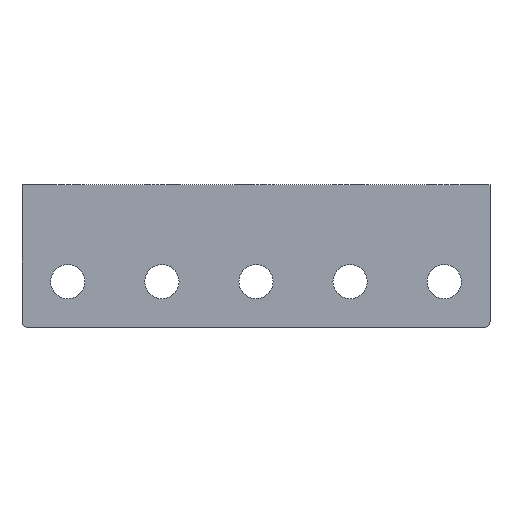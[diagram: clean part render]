
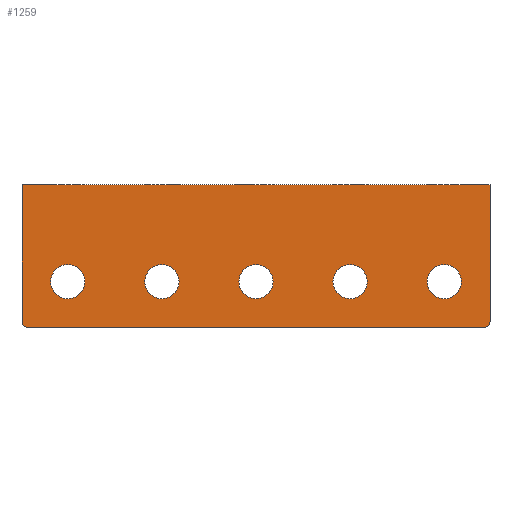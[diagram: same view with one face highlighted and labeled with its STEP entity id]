
A CAD part, left-side view. The second image highlights one B-rep face of the part: STEP entity #1259.
In plain terms, the highlighted planar face has unit normal (-1, 0, 0).
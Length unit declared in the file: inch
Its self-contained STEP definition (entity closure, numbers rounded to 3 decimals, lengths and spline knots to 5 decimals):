
#2 = VERTEX_POINT ( 'NONE', #666 ) ;
#4 = VERTEX_POINT ( 'NONE', #590 ) ;
#10 = VERTEX_POINT ( 'NONE', #717 ) ;
#17 = ORIENTED_EDGE ( 'NONE', *, *, #712, .T. ) ;
#37 = VERTEX_POINT ( 'NONE', #635 ) ;
#58 = CIRCLE ( 'NONE', #399, 0.07 ) ;
#75 = ORIENTED_EDGE ( 'NONE', *, *, #1383, .T. ) ;
#79 = EDGE_LOOP ( 'NONE', ( #870, #1049 ) ) ;
#84 = VERTEX_POINT ( 'NONE', #1366 ) ;
#93 = EDGE_CURVE ( 'NONE', #1175, #10, #606, .T. ) ;
#107 = EDGE_CURVE ( 'NONE', #4, #320, #963, .T. ) ;
#116 = AXIS2_PLACEMENT_3D ( 'NONE', #665, #663, #658 ) ;
#125 = EDGE_CURVE ( 'NONE', #756, #37, #1608, .T. ) ;
#138 = FACE_BOUND ( 'NONE', #248, .T. ) ;
#152 = CARTESIAN_POINT ( 'NONE',  ( -0.185, 0.1875, -0.2675 ) ) ;
#160 = VERTEX_POINT ( 'NONE', #1258 ) ;
#175 = FACE_OUTER_BOUND ( 'NONE', #1137, .T. ) ;
#204 = ORIENTED_EDGE ( 'NONE', *, *, #1593, .T. ) ;
#226 = VERTEX_POINT ( 'NONE', #1206 ) ;
#248 = EDGE_LOOP ( 'NONE', ( #365, #1595 ) ) ;
#284 = EDGE_CURVE ( 'NONE', #160, #2, #552, .T. ) ;
#318 = ORIENTED_EDGE ( 'NONE', *, *, #403, .T. ) ;
#320 = VERTEX_POINT ( 'NONE', #1122 ) ;
#324 = DIRECTION ( 'NONE',  ( 0., 0., 1. ) ) ;
#339 = CARTESIAN_POINT ( 'NONE',  ( -0.185, 0., 0.06 ) ) ;
#350 = AXIS2_PLACEMENT_3D ( 'NONE', #1565, #1562, #1556 ) ;
#365 = ORIENTED_EDGE ( 'NONE', *, *, #1354, .T. ) ;
#399 = AXIS2_PLACEMENT_3D ( 'NONE', #1432, #1425, #1420 ) ;
#403 = EDGE_CURVE ( 'NONE', #84, #756, #428, .T. ) ;
#421 = AXIS2_PLACEMENT_3D ( 'NONE', #1136, #1133, #1130 ) ;
#428 = LINE ( 'NONE', #1059, #1410 ) ;
#436 = ORIENTED_EDGE ( 'NONE', *, *, #125, .T. ) ;
#441 = FACE_BOUND ( 'NONE', #571, .T. ) ;
#474 = VECTOR ( 'NONE', #713, 39.37008 ) ;
#483 = AXIS2_PLACEMENT_3D ( 'NONE', #1402, #1397, #1395 ) ;
#494 = CIRCLE ( 'NONE', #582, 0.07 ) ;
#507 = AXIS2_PLACEMENT_3D ( 'NONE', #1285, #1277, #1272 ) ;
#538 = AXIS2_PLACEMENT_3D ( 'NONE', #1365, #1360, #1357 ) ;
#543 = AXIS2_PLACEMENT_3D ( 'NONE', #1304, #1300, #1297 ) ;
#552 = CIRCLE ( 'NONE', #421, 0.07 ) ;
#555 = AXIS2_PLACEMENT_3D ( 'NONE', #1341, #1338, #1336 ) ;
#571 = EDGE_LOOP ( 'NONE', ( #1512, #1619 ) ) ;
#581 = VERTEX_POINT ( 'NONE', #862 ) ;
#582 = AXIS2_PLACEMENT_3D ( 'NONE', #1308, #1305, #1303 ) ;
#590 = CARTESIAN_POINT ( 'NONE',  ( -0.185, 0.5725, -0.4075 ) ) ;
#600 = CIRCLE ( 'NONE', #483, 0.025 ) ;
#606 = CIRCLE ( 'NONE', #555, 0.07 ) ;
#621 = CARTESIAN_POINT ( 'NONE',  ( -0.185, 0.025, -0.525 ) ) ;
#624 = LINE ( 'NONE', #1116, #970 ) ;
#635 = CARTESIAN_POINT ( 'NONE',  ( -0.185, 0., -0.5 ) ) ;
#639 = AXIS2_PLACEMENT_3D ( 'NONE', #1262, #1260, #1257 ) ;
#645 = DIRECTION ( 'NONE',  ( 0., 0., -1. ) ) ;
#653 = DIRECTION ( 'NONE',  ( 1., 0., 0. ) ) ;
#658 = DIRECTION ( 'NONE',  ( 0., 0., -1. ) ) ;
#662 = CARTESIAN_POINT ( 'NONE',  ( -0.185, 0.9575, -0.3375 ) ) ;
#663 = DIRECTION ( 'NONE',  ( 1., 0., 0. ) ) ;
#665 = CARTESIAN_POINT ( 'NONE',  ( -0.185, 1.3425, -0.3375 ) ) ;
#666 = CARTESIAN_POINT ( 'NONE',  ( -0.185, 1.3425, -0.2675 ) ) ;
#667 = DIRECTION ( 'NONE',  ( 0., 0., -1. ) ) ;
#671 = DIRECTION ( 'NONE',  ( 1., 0., 0. ) ) ;
#673 = CARTESIAN_POINT ( 'NONE',  ( -0.185, 1.7275, -0.3375 ) ) ;
#689 = CARTESIAN_POINT ( 'NONE',  ( -0.185, 1.7275, -0.4075 ) ) ;
#690 = EDGE_CURVE ( 'NONE', #1426, #226, #1177, .T. ) ;
#692 = CARTESIAN_POINT ( 'NONE',  ( -0.185, 0.9575, -0.4075 ) ) ;
#712 = EDGE_CURVE ( 'NONE', #2, #160, #1142, .T. ) ;
#713 = DIRECTION ( 'NONE',  ( 0., -1., 0. ) ) ;
#717 = CARTESIAN_POINT ( 'NONE',  ( -0.185, 0.1875, -0.4075 ) ) ;
#738 = VERTEX_POINT ( 'NONE', #692 ) ;
#744 = CARTESIAN_POINT ( 'NONE',  ( -0.185, 1.7275, -0.2675 ) ) ;
#755 = CARTESIAN_POINT ( 'NONE',  ( -0.185, 1.915, -0.5 ) ) ;
#756 = VERTEX_POINT ( 'NONE', #621 ) ;
#794 = CARTESIAN_POINT ( 'NONE',  ( -0.185, 1.915, 0.06 ) ) ;
#821 = FACE_BOUND ( 'NONE', #896, .T. ) ;
#838 = CIRCLE ( 'NONE', #639, 0.07 ) ;
#855 = FACE_BOUND ( 'NONE', #1587, .T. ) ;
#862 = CARTESIAN_POINT ( 'NONE',  ( -0.185, 0.9575, -0.2675 ) ) ;
#870 = ORIENTED_EDGE ( 'NONE', *, *, #1596, .T. ) ;
#874 = VECTOR ( 'NONE', #324, 39.37008 ) ;
#896 = EDGE_LOOP ( 'NONE', ( #1521, #17 ) ) ;
#960 = LINE ( 'NONE', #339, #874 ) ;
#963 = CIRCLE ( 'NONE', #543, 0.07 ) ;
#970 = VECTOR ( 'NONE', #1148, 39.37008 ) ;
#984 = EDGE_CURVE ( 'NONE', #37, #226, #960, .T. ) ;
#1049 = ORIENTED_EDGE ( 'NONE', *, *, #1329, .T. ) ;
#1059 = CARTESIAN_POINT ( 'NONE',  ( -0.185, 1.915, -0.525 ) ) ;
#1064 = DIRECTION ( 'NONE',  ( 0., -1., 0. ) ) ;
#1084 = ORIENTED_EDGE ( 'NONE', *, *, #984, .T. ) ;
#1116 = CARTESIAN_POINT ( 'NONE',  ( -0.185, 1.915, 0.06 ) ) ;
#1122 = CARTESIAN_POINT ( 'NONE',  ( -0.185, 0.5725, -0.2675 ) ) ;
#1130 = DIRECTION ( 'NONE',  ( 0., 0., -1. ) ) ;
#1133 = DIRECTION ( 'NONE',  ( 1., 0., 0. ) ) ;
#1136 = CARTESIAN_POINT ( 'NONE',  ( -0.185, 1.3425, -0.3375 ) ) ;
#1137 = EDGE_LOOP ( 'NONE', ( #318, #436, #1084, #1158, #1274, #1448 ) ) ;
#1140 = FACE_BOUND ( 'NONE', #79, .T. ) ;
#1142 = CIRCLE ( 'NONE', #116, 0.07 ) ;
#1148 = DIRECTION ( 'NONE',  ( 0., 0., 1. ) ) ;
#1151 = CARTESIAN_POINT ( 'NONE',  ( -0.185, 1.915, 0.06 ) ) ;
#1158 = ORIENTED_EDGE ( 'NONE', *, *, #690, .F. ) ;
#1175 = VERTEX_POINT ( 'NONE', #152 ) ;
#1177 = LINE ( 'NONE', #794, #474 ) ;
#1206 = CARTESIAN_POINT ( 'NONE',  ( -0.185, 0., 0.06 ) ) ;
#1231 = CIRCLE ( 'NONE', #538, 0.07 ) ;
#1257 = DIRECTION ( 'NONE',  ( 0., 0., -1. ) ) ;
#1258 = CARTESIAN_POINT ( 'NONE',  ( -0.185, 1.3425, -0.4075 ) ) ;
#1259 = ADVANCED_FACE ( 'NONE', ( #821, #855, #175, #1140, #441, #138 ), #1576, .F. ) ;
#1260 = DIRECTION ( 'NONE',  ( 1., 0., 0. ) ) ;
#1262 = CARTESIAN_POINT ( 'NONE',  ( -0.185, 1.7275, -0.3375 ) ) ;
#1272 = DIRECTION ( 'NONE',  ( 0., 0., -1. ) ) ;
#1274 = ORIENTED_EDGE ( 'NONE', *, *, #1440, .F. ) ;
#1277 = DIRECTION ( 'NONE',  ( -1., 0., 0. ) ) ;
#1285 = CARTESIAN_POINT ( 'NONE',  ( -0.185, 0.025, -0.5 ) ) ;
#1289 = AXIS2_PLACEMENT_3D ( 'NONE', #673, #671, #667 ) ;
#1297 = DIRECTION ( 'NONE',  ( 0., 0., -1. ) ) ;
#1300 = DIRECTION ( 'NONE',  ( 1., 0., 0. ) ) ;
#1303 = DIRECTION ( 'NONE',  ( 0., 0., -1. ) ) ;
#1304 = CARTESIAN_POINT ( 'NONE',  ( -0.185, 0.5725, -0.3375 ) ) ;
#1305 = DIRECTION ( 'NONE',  ( 1., 0., 0. ) ) ;
#1308 = CARTESIAN_POINT ( 'NONE',  ( -0.185, 0.5725, -0.3375 ) ) ;
#1329 = EDGE_CURVE ( 'NONE', #581, #738, #58, .T. ) ;
#1336 = DIRECTION ( 'NONE',  ( 0., 0., -1. ) ) ;
#1338 = DIRECTION ( 'NONE',  ( 1., 0., 0. ) ) ;
#1341 = CARTESIAN_POINT ( 'NONE',  ( -0.185, 0.1875, -0.3375 ) ) ;
#1343 = EDGE_CURVE ( 'NONE', #1577, #84, #600, .T. ) ;
#1351 = CIRCLE ( 'NONE', #1417, 0.07 ) ;
#1354 = EDGE_CURVE ( 'NONE', #10, #1175, #1231, .T. ) ;
#1357 = DIRECTION ( 'NONE',  ( 0., 0., -1. ) ) ;
#1360 = DIRECTION ( 'NONE',  ( 1., 0., 0. ) ) ;
#1365 = CARTESIAN_POINT ( 'NONE',  ( -0.185, 0.1875, -0.3375 ) ) ;
#1366 = CARTESIAN_POINT ( 'NONE',  ( -0.185, 1.89, -0.525 ) ) ;
#1371 = EDGE_CURVE ( 'NONE', #320, #4, #494, .T. ) ;
#1383 = EDGE_CURVE ( 'NONE', #1591, #1572, #838, .T. ) ;
#1395 = DIRECTION ( 'NONE',  ( 0., 0., -1. ) ) ;
#1397 = DIRECTION ( 'NONE',  ( -1., 0., 0. ) ) ;
#1402 = CARTESIAN_POINT ( 'NONE',  ( -0.185, 1.89, -0.5 ) ) ;
#1410 = VECTOR ( 'NONE', #1064, 39.37008 ) ;
#1417 = AXIS2_PLACEMENT_3D ( 'NONE', #662, #653, #645 ) ;
#1420 = DIRECTION ( 'NONE',  ( 0., 0., -1. ) ) ;
#1425 = DIRECTION ( 'NONE',  ( 1., 0., 0. ) ) ;
#1426 = VERTEX_POINT ( 'NONE', #1151 ) ;
#1432 = CARTESIAN_POINT ( 'NONE',  ( -0.185, 0.9575, -0.3375 ) ) ;
#1440 = EDGE_CURVE ( 'NONE', #1577, #1426, #624, .T. ) ;
#1448 = ORIENTED_EDGE ( 'NONE', *, *, #1343, .T. ) ;
#1510 = CIRCLE ( 'NONE', #1289, 0.07 ) ;
#1512 = ORIENTED_EDGE ( 'NONE', *, *, #107, .T. ) ;
#1521 = ORIENTED_EDGE ( 'NONE', *, *, #284, .T. ) ;
#1556 = DIRECTION ( 'NONE',  ( 0., 0., -1. ) ) ;
#1562 = DIRECTION ( 'NONE',  ( 1., 0., 0. ) ) ;
#1565 = CARTESIAN_POINT ( 'NONE',  ( -0.185, 1.915, 0.06 ) ) ;
#1572 = VERTEX_POINT ( 'NONE', #744 ) ;
#1576 = PLANE ( 'NONE',  #350 ) ;
#1577 = VERTEX_POINT ( 'NONE', #755 ) ;
#1587 = EDGE_LOOP ( 'NONE', ( #75, #204 ) ) ;
#1591 = VERTEX_POINT ( 'NONE', #689 ) ;
#1593 = EDGE_CURVE ( 'NONE', #1572, #1591, #1510, .T. ) ;
#1595 = ORIENTED_EDGE ( 'NONE', *, *, #93, .T. ) ;
#1596 = EDGE_CURVE ( 'NONE', #738, #581, #1351, .T. ) ;
#1608 = CIRCLE ( 'NONE', #507, 0.025 ) ;
#1619 = ORIENTED_EDGE ( 'NONE', *, *, #1371, .T. ) ;
